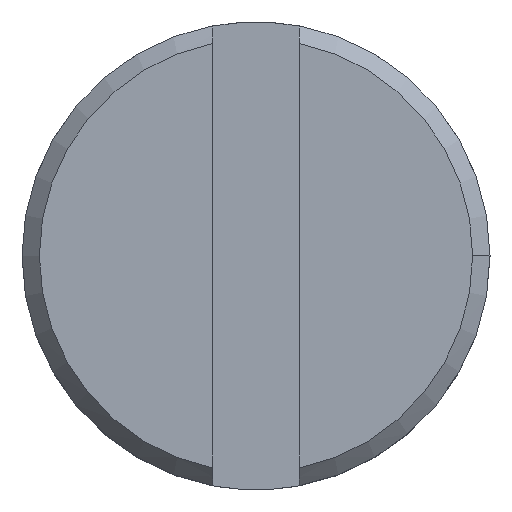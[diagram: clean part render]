
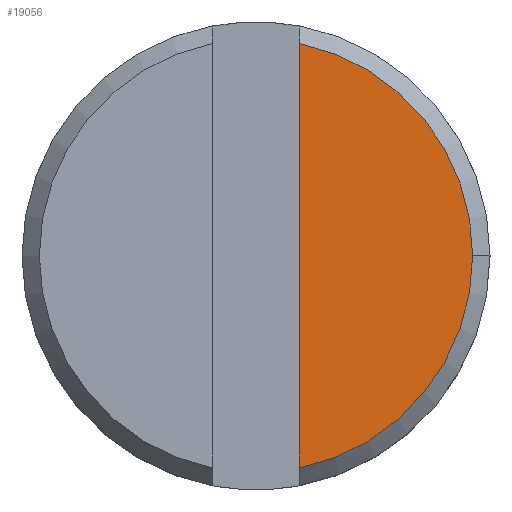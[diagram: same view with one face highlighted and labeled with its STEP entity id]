
A CAD part, top view. The second image highlights one B-rep face of the part: STEP entity #19056.
In plain terms, the highlighted planar face has unit normal (0, 0, 1).
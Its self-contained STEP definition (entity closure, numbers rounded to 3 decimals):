
#18507 = CONICAL_SURFACE('',#18508,2.7,0.785);
#18508 = AXIS2_PLACEMENT_3D('',#18509,#18510,#18511);
#18509 = CARTESIAN_POINT('',(0.,0.,14.));
#18510 = DIRECTION('',(0.,0.,-1.));
#18511 = DIRECTION('',(1.,0.,0.));
#18534 = PLANE('',#18535);
#18535 = AXIS2_PLACEMENT_3D('',#18536,#18537,#18538);
#18536 = CARTESIAN_POINT('',(0.5,3.134,14.2));
#18537 = DIRECTION('',(-1.,-0.,-0.));
#18538 = DIRECTION('',(0.,-1.,0.));
#18710 = CONICAL_SURFACE('',#18711,2.7,0.785);
#18711 = AXIS2_PLACEMENT_3D('',#18712,#18713,#18714);
#18712 = CARTESIAN_POINT('',(0.,0.,14.));
#18713 = DIRECTION('',(0.,0.,-1.));
#18714 = DIRECTION('',(0.185,-0.983,0.));
#18726 = VERTEX_POINT('',#18727);
#18727 = CARTESIAN_POINT('',(0.5,-2.449,14.2));
#18757 = VERTEX_POINT('',#18758);
#18758 = CARTESIAN_POINT('',(2.5,0.,14.2));
#18777 = EDGE_CURVE('',#18726,#18757,#18778,.T.);
#18778 = SURFACE_CURVE('',#18779,(#18784,#18791),.PCURVE_S1.);
#18779 = CIRCLE('',#18780,2.5);
#18780 = AXIS2_PLACEMENT_3D('',#18781,#18782,#18783);
#18781 = CARTESIAN_POINT('',(0.,0.,14.2));
#18782 = DIRECTION('',(-0.,0.,1.));
#18783 = DIRECTION('',(0.185,-0.983,0.));
#18784 = PCURVE('',#18710,#18785);
#18785 = DEFINITIONAL_REPRESENTATION('',(#18786),#18790);
#18786 = LINE('',#18787,#18788);
#18787 = CARTESIAN_POINT('',(-0.,-0.2));
#18788 = VECTOR('',#18789,1.);
#18789 = DIRECTION('',(-1.,-0.));
#18790 = ( GEOMETRIC_REPRESENTATION_CONTEXT(2) 
PARAMETRIC_REPRESENTATION_CONTEXT() REPRESENTATION_CONTEXT('2D SPACE',''
  ) );
#18791 = PCURVE('',#18792,#18797);
#18792 = PLANE('',#18793);
#18793 = AXIS2_PLACEMENT_3D('',#18794,#18795,#18796);
#18794 = CARTESIAN_POINT('',(0.,0.,14.2));
#18795 = DIRECTION('',(0.,0.,1.));
#18796 = DIRECTION('',(0.,1.,0.));
#18797 = DEFINITIONAL_REPRESENTATION('',(#18798),#18802);
#18798 = CIRCLE('',#18799,2.5);
#18799 = AXIS2_PLACEMENT_2D('',#18800,#18801);
#18800 = CARTESIAN_POINT('',(0.,0.));
#18801 = DIRECTION('',(-0.983,-0.185));
#18802 = ( GEOMETRIC_REPRESENTATION_CONTEXT(2) 
PARAMETRIC_REPRESENTATION_CONTEXT() REPRESENTATION_CONTEXT('2D SPACE',''
  ) );
#18807 = EDGE_CURVE('',#18808,#18726,#18810,.T.);
#18808 = VERTEX_POINT('',#18809);
#18809 = CARTESIAN_POINT('',(0.5,2.449,14.2));
#18810 = SURFACE_CURVE('',#18811,(#18815,#18822),.PCURVE_S1.);
#18811 = LINE('',#18812,#18813);
#18812 = CARTESIAN_POINT('',(0.5,3.134,14.2));
#18813 = VECTOR('',#18814,1.);
#18814 = DIRECTION('',(0.,-1.,0.));
#18815 = PCURVE('',#18534,#18816);
#18816 = DEFINITIONAL_REPRESENTATION('',(#18817),#18821);
#18817 = LINE('',#18818,#18819);
#18818 = CARTESIAN_POINT('',(0.,0.));
#18819 = VECTOR('',#18820,1.);
#18820 = DIRECTION('',(1.,0.));
#18821 = ( GEOMETRIC_REPRESENTATION_CONTEXT(2) 
PARAMETRIC_REPRESENTATION_CONTEXT() REPRESENTATION_CONTEXT('2D SPACE',''
  ) );
#18822 = PCURVE('',#18792,#18823);
#18823 = DEFINITIONAL_REPRESENTATION('',(#18824),#18828);
#18824 = LINE('',#18825,#18826);
#18825 = CARTESIAN_POINT('',(3.134,-0.5));
#18826 = VECTOR('',#18827,1.);
#18827 = DIRECTION('',(-1.,0.));
#18828 = ( GEOMETRIC_REPRESENTATION_CONTEXT(2) 
PARAMETRIC_REPRESENTATION_CONTEXT() REPRESENTATION_CONTEXT('2D SPACE',''
  ) );
#18888 = EDGE_CURVE('',#18757,#18808,#18889,.T.);
#18889 = SURFACE_CURVE('',#18890,(#18895,#18902),.PCURVE_S1.);
#18890 = CIRCLE('',#18891,2.5);
#18891 = AXIS2_PLACEMENT_3D('',#18892,#18893,#18894);
#18892 = CARTESIAN_POINT('',(0.,0.,14.2));
#18893 = DIRECTION('',(0.,0.,1.));
#18894 = DIRECTION('',(1.,0.,0.));
#18895 = PCURVE('',#18507,#18896);
#18896 = DEFINITIONAL_REPRESENTATION('',(#18897),#18901);
#18897 = LINE('',#18898,#18899);
#18898 = CARTESIAN_POINT('',(-0.,-0.2));
#18899 = VECTOR('',#18900,1.);
#18900 = DIRECTION('',(-1.,-0.));
#18901 = ( GEOMETRIC_REPRESENTATION_CONTEXT(2) 
PARAMETRIC_REPRESENTATION_CONTEXT() REPRESENTATION_CONTEXT('2D SPACE',''
  ) );
#18902 = PCURVE('',#18792,#18903);
#18903 = DEFINITIONAL_REPRESENTATION('',(#18904),#18908);
#18904 = CIRCLE('',#18905,2.5);
#18905 = AXIS2_PLACEMENT_2D('',#18906,#18907);
#18906 = CARTESIAN_POINT('',(0.,0.));
#18907 = DIRECTION('',(-0.,-1.));
#18908 = ( GEOMETRIC_REPRESENTATION_CONTEXT(2) 
PARAMETRIC_REPRESENTATION_CONTEXT() REPRESENTATION_CONTEXT('2D SPACE',''
  ) );
#19056 = ADVANCED_FACE('',(#19057),#18792,.T.);
#19057 = FACE_BOUND('',#19058,.T.);
#19058 = EDGE_LOOP('',(#19059,#19060,#19061));
#19059 = ORIENTED_EDGE('',*,*,#18807,.T.);
#19060 = ORIENTED_EDGE('',*,*,#18777,.T.);
#19061 = ORIENTED_EDGE('',*,*,#18888,.T.);
